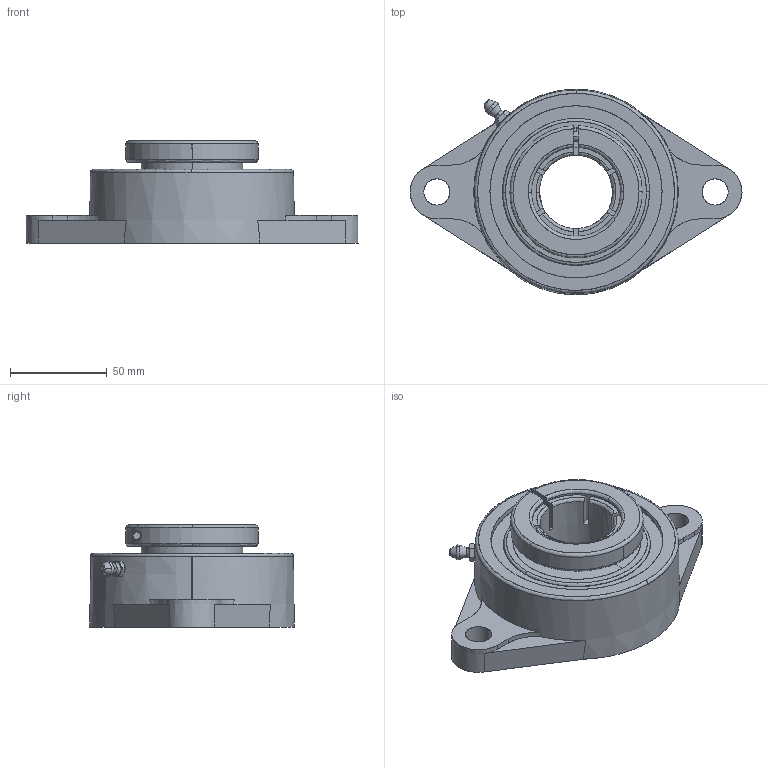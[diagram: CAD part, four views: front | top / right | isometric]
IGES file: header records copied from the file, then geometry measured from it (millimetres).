
Start section: SolidWorks IGES file using analytic representation for surfaces
Global section: file name: SFDEFAU04071324483560.igs; native system: SolidWorks 2006 by SolidWorks Corporation; preprocessor: SolidWorks 2006 by SolidWorks Corporation; author: partstream; date: 060407.132450; units: millimetre
Bounding box: 171.45 x 106.11 x 52.78 mm (x, y, z)
Surface area: 52216.7 mm2 (no closed solid volume)
Topology: 0 solids, 0 shells, 162 faces, 3034 edges, 3042 vertices
Faces by surface type: bspline 98, revolution 64
